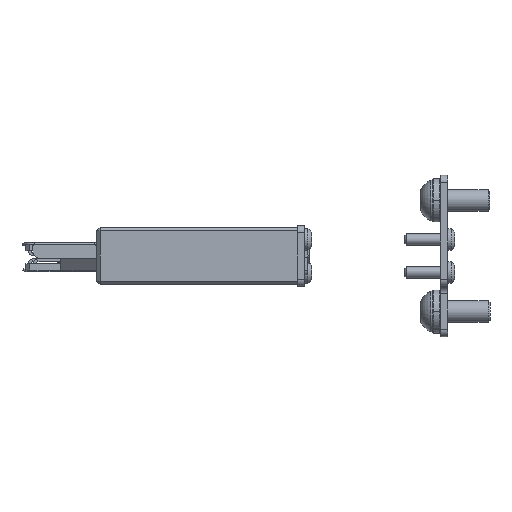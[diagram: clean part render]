
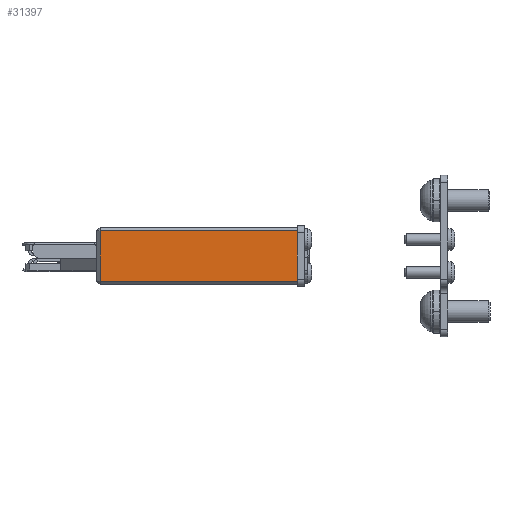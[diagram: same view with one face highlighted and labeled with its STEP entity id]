
A CAD part, left-side view. The second image highlights one B-rep face of the part: STEP entity #31397.
In plain terms, the highlighted planar face has unit normal (-1, 0, 0).
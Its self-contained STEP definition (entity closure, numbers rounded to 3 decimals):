
#1373 = CARTESIAN_POINT ( 'NONE',  ( -10., 27.5, -3.5 ) ) ;
#1472 = VERTEX_POINT ( 'NONE', #1373 ) ;
#4394 = CARTESIAN_POINT ( 'NONE',  ( -10., 0., -3.5 ) ) ;
#7372 = ORIENTED_EDGE ( 'NONE', *, *, #23277, .T. ) ;
#7598 = CARTESIAN_POINT ( 'NONE',  ( -10., 27.5, -4. ) ) ;
#7959 = DIRECTION ( 'NONE',  ( 0., 0., 1. ) ) ;
#10374 = DIRECTION ( 'NONE',  ( 0., -1., 0. ) ) ;
#11487 = ORIENTED_EDGE ( 'NONE', *, *, #13209, .T. ) ;
#11544 = FACE_OUTER_BOUND ( 'NONE', #26006, .T. ) ;
#11675 = DIRECTION ( 'NONE',  ( 0., 0., -1. ) ) ;
#13209 = EDGE_CURVE ( 'NONE', #53810, #1472, #56458, .T. ) ;
#13470 = EDGE_CURVE ( 'NONE', #1472, #53977, #33815, .T. ) ;
#15459 = CARTESIAN_POINT ( 'NONE',  ( -10., 27.5, 3.5 ) ) ;
#15897 = DIRECTION ( 'NONE',  ( 1., 0., 0. ) ) ;
#19384 = CARTESIAN_POINT ( 'NONE',  ( -10., 28., 3.5 ) ) ;
#20797 = DIRECTION ( 'NONE',  ( 0., 1., 0. ) ) ;
#22837 = VECTOR ( 'NONE', #31559, 1000. ) ;
#23277 = EDGE_CURVE ( 'NONE', #53977, #30713, #33757, .T. ) ;
#23443 = LINE ( 'NONE', #19384, #22837 ) ;
#23676 = CARTESIAN_POINT ( 'NONE',  ( -10., 28., -3.5 ) ) ;
#25339 = CARTESIAN_POINT ( 'NONE',  ( -10., 0., 3.5 ) ) ;
#25340 = CARTESIAN_POINT ( 'NONE',  ( -10., 0., -4. ) ) ;
#26006 = EDGE_LOOP ( 'NONE', ( #7372, #50650, #11487, #28380 ) ) ;
#28380 = ORIENTED_EDGE ( 'NONE', *, *, #13470, .T. ) ;
#29278 = VECTOR ( 'NONE', #10374, 1000. ) ;
#30713 = VERTEX_POINT ( 'NONE', #25339 ) ;
#31397 = ADVANCED_FACE ( 'NONE', ( #11544 ), #33235, .F. ) ;
#31559 = DIRECTION ( 'NONE',  ( 0., 1., 0. ) ) ;
#33235 = PLANE ( 'NONE',  #42894 ) ;
#33757 = LINE ( 'NONE', #25340, #44353 ) ;
#33815 = LINE ( 'NONE', #23676, #29278 ) ;
#36226 = EDGE_CURVE ( 'NONE', #30713, #53810, #23443, .T. ) ;
#37563 = CARTESIAN_POINT ( 'NONE',  ( -10., 28., -4. ) ) ;
#42894 = AXIS2_PLACEMENT_3D ( 'NONE', #37563, #15897, #20797 ) ;
#44353 = VECTOR ( 'NONE', #7959, 1000. ) ;
#47683 = VECTOR ( 'NONE', #11675, 1000. ) ;
#50650 = ORIENTED_EDGE ( 'NONE', *, *, #36226, .T. ) ;
#53810 = VERTEX_POINT ( 'NONE', #15459 ) ;
#53977 = VERTEX_POINT ( 'NONE', #4394 ) ;
#56458 = LINE ( 'NONE', #7598, #47683 ) ;
